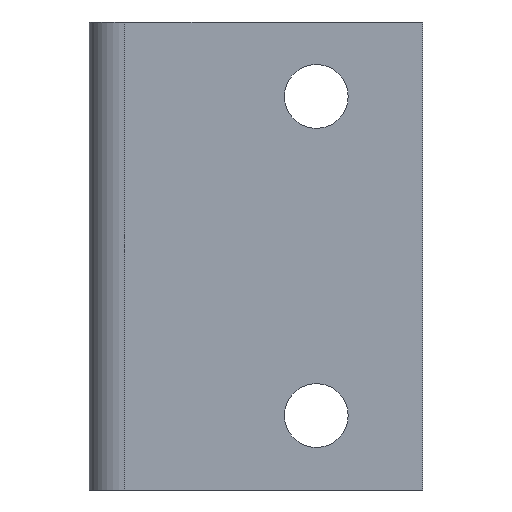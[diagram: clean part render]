
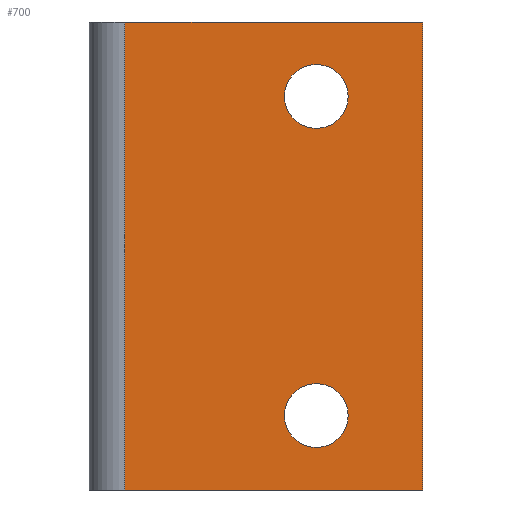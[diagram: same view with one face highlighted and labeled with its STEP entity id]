
A CAD part, front view. The second image highlights one B-rep face of the part: STEP entity #700.
In plain terms, the highlighted planar face has unit normal (0, -1, 0).
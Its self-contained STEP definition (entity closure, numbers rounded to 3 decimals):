
#4 = CIRCLE ( 'NONE', #463, 4.5 ) ;
#8 = DIRECTION ( 'NONE',  ( 0., 0., 1. ) ) ;
#11 = CARTESIAN_POINT ( 'NONE',  ( 32., 0., -22.5 ) ) ;
#17 = PLANE ( 'NONE',  #352 ) ;
#23 = AXIS2_PLACEMENT_3D ( 'NONE', #268, #326, #440 ) ;
#53 = EDGE_CURVE ( 'NONE', #717, #126, #519, .T. ) ;
#66 = VERTEX_POINT ( 'NONE', #247 ) ;
#67 = VECTOR ( 'NONE', #417, 1000. ) ;
#72 = DIRECTION ( 'NONE',  ( 0., 1., 0. ) ) ;
#100 = CARTESIAN_POINT ( 'NONE',  ( 0., 0., 33. ) ) ;
#101 = EDGE_CURVE ( 'NONE', #66, #118, #139, .T. ) ;
#118 = VERTEX_POINT ( 'NONE', #214 ) ;
#126 = VERTEX_POINT ( 'NONE', #628 ) ;
#139 = LINE ( 'NONE', #561, #635 ) ;
#140 = VERTEX_POINT ( 'NONE', #322 ) ;
#156 = DIRECTION ( 'NONE',  ( 1., 0., 0. ) ) ;
#182 = EDGE_CURVE ( 'NONE', #557, #424, #710, .T. ) ;
#185 = CARTESIAN_POINT ( 'NONE',  ( 47., 0., 33. ) ) ;
#186 = EDGE_CURVE ( 'NONE', #424, #557, #470, .T. ) ;
#187 = EDGE_LOOP ( 'NONE', ( #483, #323 ) ) ;
#214 = CARTESIAN_POINT ( 'NONE',  ( 5., 0., -33. ) ) ;
#236 = ORIENTED_EDGE ( 'NONE', *, *, #101, .T. ) ;
#247 = CARTESIAN_POINT ( 'NONE',  ( 5., 0., 33. ) ) ;
#253 = CARTESIAN_POINT ( 'NONE',  ( 0., 0., 33. ) ) ;
#268 = CARTESIAN_POINT ( 'NONE',  ( 32., 0., 22.5 ) ) ;
#272 = CARTESIAN_POINT ( 'NONE',  ( 32., 0., 22.5 ) ) ;
#284 = CARTESIAN_POINT ( 'NONE',  ( 32., 0., -22.5 ) ) ;
#285 = AXIS2_PLACEMENT_3D ( 'NONE', #11, #485, #8 ) ;
#294 = FACE_OUTER_BOUND ( 'NONE', #524, .T. ) ;
#308 = ORIENTED_EDGE ( 'NONE', *, *, #621, .F. ) ;
#317 = CARTESIAN_POINT ( 'NONE',  ( 32., 0., -18. ) ) ;
#319 = EDGE_CURVE ( 'NONE', #66, #595, #583, .T. ) ;
#322 = CARTESIAN_POINT ( 'NONE',  ( 47., 0., -33. ) ) ;
#323 = ORIENTED_EDGE ( 'NONE', *, *, #324, .T. ) ;
#324 = EDGE_CURVE ( 'NONE', #126, #717, #4, .T. ) ;
#326 = DIRECTION ( 'NONE',  ( 0., 1., 0. ) ) ;
#341 = ORIENTED_EDGE ( 'NONE', *, *, #319, .F. ) ;
#352 = AXIS2_PLACEMENT_3D ( 'NONE', #253, #72, #541 ) ;
#371 = DIRECTION ( 'NONE',  ( 1., 0., 0. ) ) ;
#372 = DIRECTION ( 'NONE',  ( 0., 0., 1. ) ) ;
#383 = AXIS2_PLACEMENT_3D ( 'NONE', #272, #435, #372 ) ;
#386 = ORIENTED_EDGE ( 'NONE', *, *, #685, .T. ) ;
#405 = CARTESIAN_POINT ( 'NONE',  ( 32., 0., 27. ) ) ;
#417 = DIRECTION ( 'NONE',  ( 0., 0., -1. ) ) ;
#424 = VERTEX_POINT ( 'NONE', #405 ) ;
#426 = CARTESIAN_POINT ( 'NONE',  ( 0., 0., -33. ) ) ;
#435 = DIRECTION ( 'NONE',  ( 0., 1., 0. ) ) ;
#440 = DIRECTION ( 'NONE',  ( 0., 0., 1. ) ) ;
#443 = DIRECTION ( 'NONE',  ( 0., 0., -1. ) ) ;
#450 = FACE_BOUND ( 'NONE', #187, .T. ) ;
#463 = AXIS2_PLACEMENT_3D ( 'NONE', #284, #514, #684 ) ;
#470 = CIRCLE ( 'NONE', #383, 4.5 ) ;
#483 = ORIENTED_EDGE ( 'NONE', *, *, #53, .T. ) ;
#485 = DIRECTION ( 'NONE',  ( 0., 1., 0. ) ) ;
#514 = DIRECTION ( 'NONE',  ( 0., 1., 0. ) ) ;
#519 = CIRCLE ( 'NONE', #285, 4.5 ) ;
#524 = EDGE_LOOP ( 'NONE', ( #386, #308, #341, #236 ) ) ;
#541 = DIRECTION ( 'NONE',  ( 0., 0., 1. ) ) ;
#553 = FACE_BOUND ( 'NONE', #587, .T. ) ;
#557 = VERTEX_POINT ( 'NONE', #664 ) ;
#561 = CARTESIAN_POINT ( 'NONE',  ( 5., 0., 33. ) ) ;
#583 = LINE ( 'NONE', #100, #643 ) ;
#587 = EDGE_LOOP ( 'NONE', ( #736, #713 ) ) ;
#595 = VERTEX_POINT ( 'NONE', #185 ) ;
#621 = EDGE_CURVE ( 'NONE', #595, #140, #699, .T. ) ;
#628 = CARTESIAN_POINT ( 'NONE',  ( 32., 0., -27. ) ) ;
#634 = LINE ( 'NONE', #426, #757 ) ;
#635 = VECTOR ( 'NONE', #443, 1000. ) ;
#643 = VECTOR ( 'NONE', #156, 1000. ) ;
#664 = CARTESIAN_POINT ( 'NONE',  ( 32., 0., 18. ) ) ;
#684 = DIRECTION ( 'NONE',  ( 0., 0., 1. ) ) ;
#685 = EDGE_CURVE ( 'NONE', #118, #140, #634, .T. ) ;
#699 = LINE ( 'NONE', #709, #67 ) ;
#700 = ADVANCED_FACE ( 'NONE', ( #450, #553, #294 ), #17, .F. ) ;
#709 = CARTESIAN_POINT ( 'NONE',  ( 47., 0., 33. ) ) ;
#710 = CIRCLE ( 'NONE', #23, 4.5 ) ;
#713 = ORIENTED_EDGE ( 'NONE', *, *, #182, .T. ) ;
#717 = VERTEX_POINT ( 'NONE', #317 ) ;
#736 = ORIENTED_EDGE ( 'NONE', *, *, #186, .T. ) ;
#757 = VECTOR ( 'NONE', #371, 1000. ) ;
